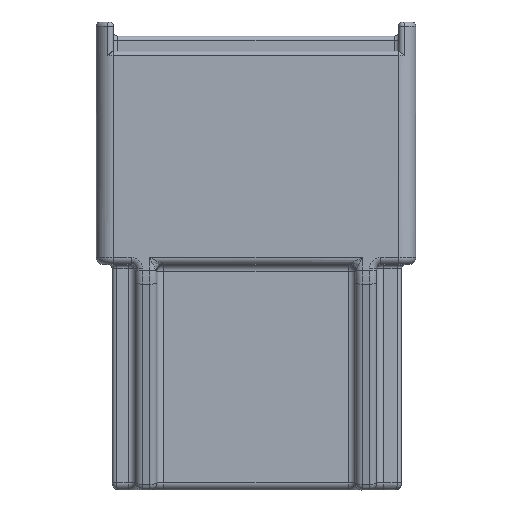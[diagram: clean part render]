
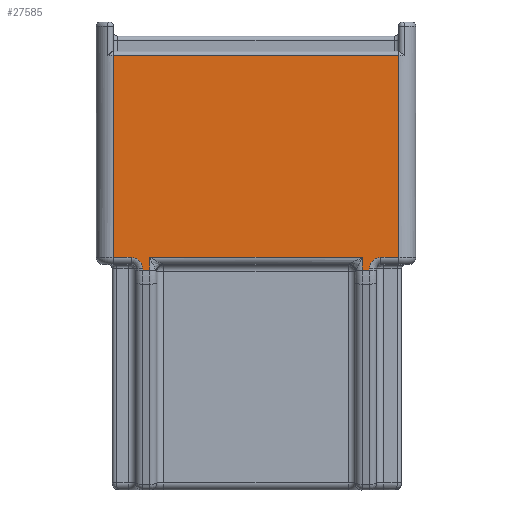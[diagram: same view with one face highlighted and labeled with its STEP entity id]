
A CAD part, front view. The second image highlights one B-rep face of the part: STEP entity #27585.
In plain terms, the highlighted planar face has unit normal (0, -1, 0).
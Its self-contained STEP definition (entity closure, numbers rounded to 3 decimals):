
#6068=DIRECTION('',(1.,0.,0.));
#6069=VECTOR('',#6068,1.262);
#6070=CARTESIAN_POINT('',(-2.425,-6.5,-1.1));
#6071=LINE('',#6070,#6069);
#6077=DIRECTION('',(1.,0.,0.));
#6078=VECTOR('',#6077,1.262);
#6079=CARTESIAN_POINT('',(16.438,-6.5,-1.1));
#6080=LINE('',#6079,#6078);
#6098=CARTESIAN_POINT('',(0.138,-6.5,-1.1));
#6100=DIRECTION('',(1.,0.,0.));
#6101=VECTOR('',#6100,15.);
#6102=CARTESIAN_POINT('',(0.138,-6.5,-1.1));
#6103=LINE('',#6102,#6101);
#6131=CARTESIAN_POINT('',(-1.163,-6.5,-1.9));
#6132=DIRECTION('',(0.,1.,0.));
#6133=DIRECTION('',(0.,0.,1.));
#6134=AXIS2_PLACEMENT_3D('',#6131,#6132,#6133);
#6141=DIRECTION('',(0.,0.,1.));
#6142=VECTOR('',#6141,0.905);
#6143=CARTESIAN_POINT('',(0.138,-6.5,-2.005));
#6144=LINE('',#6143,#6142);
#6145=DIRECTION('',(1.,0.,0.));
#6146=VECTOR('',#6145,0.5);
#6147=CARTESIAN_POINT('',(-0.363,-6.5,-2.005));
#6148=LINE('',#6147,#6146);
#6149=DIRECTION('',(0.,0.,-1.));
#6150=VECTOR('',#6149,0.105);
#6151=CARTESIAN_POINT('',(-0.363,-6.5,-1.9));
#6152=LINE('',#6151,#6150);
#6153=DIRECTION('',(0.,0.,-1.));
#6154=VECTOR('',#6153,14.25);
#6155=CARTESIAN_POINT('',(-2.425,-6.5,13.15));
#6156=LINE('',#6155,#6154);
#6157=DIRECTION('',(-1.,0.,0.));
#6158=VECTOR('',#6157,20.125);
#6159=CARTESIAN_POINT('',(17.7,-6.5,13.15));
#6160=LINE('',#6159,#6158);
#6161=DIRECTION('',(0.,0.,-1.));
#6162=VECTOR('',#6161,14.25);
#6163=CARTESIAN_POINT('',(17.7,-6.5,13.15));
#6164=LINE('',#6163,#6162);
#6165=DIRECTION('',(0.,0.,1.));
#6166=VECTOR('',#6165,0.105);
#6167=CARTESIAN_POINT('',(15.638,-6.5,-2.005));
#6168=LINE('',#6167,#6166);
#6169=DIRECTION('',(1.,0.,0.));
#6170=VECTOR('',#6169,0.5);
#6171=CARTESIAN_POINT('',(15.138,-6.5,-2.005));
#6172=LINE('',#6171,#6170);
#6173=DIRECTION('',(0.,0.,-1.));
#6174=VECTOR('',#6173,0.905);
#6175=CARTESIAN_POINT('',(15.138,-6.5,-1.1));
#6176=LINE('',#6175,#6174);
#6372=CARTESIAN_POINT('',(15.138,-6.5,-1.1));
#6422=CARTESIAN_POINT('',(16.438,-6.5,-1.9));
#6423=DIRECTION('',(0.,1.,0.));
#6424=DIRECTION('',(-1.,0.,0.));
#6425=AXIS2_PLACEMENT_3D('',#6422,#6423,#6424);
#15444=CARTESIAN_POINT('',(-2.425,-6.5,-1.1));
#15445=VERTEX_POINT('',#15444);
#15451=CARTESIAN_POINT('',(17.7,-6.5,-1.1));
#15453=VERTEX_POINT('',#15451);
#15476=CARTESIAN_POINT('',(-0.363,-6.5,-2.005));
#15477=VERTEX_POINT('',#15476);
#15481=CARTESIAN_POINT('',(0.138,-6.5,-2.005));
#15483=VERTEX_POINT('',#15481);
#15502=CARTESIAN_POINT('',(15.138,-6.5,-2.005));
#15503=VERTEX_POINT('',#15502);
#15505=CARTESIAN_POINT('',(15.638,-6.5,-2.005));
#15507=VERTEX_POINT('',#15505);
#15769=CARTESIAN_POINT('',(-1.163,-6.5,-1.1));
#15770=VERTEX_POINT('',#15769);
#15771=CARTESIAN_POINT('',(-0.363,-6.5,-1.9));
#15772=VERTEX_POINT('',#15771);
#15773=CARTESIAN_POINT('',(15.638,-6.5,-1.9));
#15774=VERTEX_POINT('',#15773);
#15775=CARTESIAN_POINT('',(16.438,-6.5,-1.1));
#15776=VERTEX_POINT('',#15775);
#17150=VERTEX_POINT('',#6098);
#17172=VERTEX_POINT('',#6372);
#17221=CARTESIAN_POINT('',(17.7,-6.5,13.15));
#17222=CARTESIAN_POINT('',(-2.425,-6.5,13.15));
#17223=VERTEX_POINT('',#17221);
#17224=VERTEX_POINT('',#17222);
#27555=CARTESIAN_POINT('',(-3.625,-6.5,0.));
#27556=DIRECTION('',(0.,-1.,0.));
#27557=DIRECTION('',(1.,0.,0.));
#27558=AXIS2_PLACEMENT_3D('',#27555,#27556,#27557);
#27559=PLANE('',#27558);
#27561=ORIENTED_EDGE('',*,*,#27560,.F.);
#27563=ORIENTED_EDGE('',*,*,#27562,.F.);
#27565=ORIENTED_EDGE('',*,*,#27564,.F.);
#27566=ORIENTED_EDGE('',*,*,#27546,.F.);
#27567=ORIENTED_EDGE('',*,*,#27502,.F.);
#27568=ORIENTED_EDGE('',*,*,#26876,.F.);
#27570=ORIENTED_EDGE('',*,*,#27569,.F.);
#27572=ORIENTED_EDGE('',*,*,#27571,.T.);
#27573=ORIENTED_EDGE('',*,*,#27514,.F.);
#27575=ORIENTED_EDGE('',*,*,#27574,.F.);
#27577=ORIENTED_EDGE('',*,*,#27576,.F.);
#27579=ORIENTED_EDGE('',*,*,#27578,.F.);
#27581=ORIENTED_EDGE('',*,*,#27580,.F.);
#27582=ORIENTED_EDGE('',*,*,#27528,.F.);
#27583=EDGE_LOOP('',(#27561,#27563,#27565,#27566,#27567,#27568,#27570,#27572,
#27573,#27575,#27577,#27579,#27581,#27582));
#27584=FACE_OUTER_BOUND('',#27583,.F.);
#27585=ADVANCED_FACE('',(#27584),#27559,.T.);
#6135=CIRCLE('',#6134,0.8);
#6426=CIRCLE('',#6425,0.8);
#26876=EDGE_CURVE('',#17224,#15445,#6156,.T.);
#27502=EDGE_CURVE('',#15445,#15770,#6071,.T.);
#27514=EDGE_CURVE('',#15776,#15453,#6080,.T.);
#27528=EDGE_CURVE('',#17150,#17172,#6103,.T.);
#27546=EDGE_CURVE('',#15770,#15772,#6135,.T.);
#27560=EDGE_CURVE('',#15483,#17150,#6144,.T.);
#27562=EDGE_CURVE('',#15477,#15483,#6148,.T.);
#27564=EDGE_CURVE('',#15772,#15477,#6152,.T.);
#27569=EDGE_CURVE('',#17223,#17224,#6160,.T.);
#27571=EDGE_CURVE('',#17223,#15453,#6164,.T.);
#27574=EDGE_CURVE('',#15774,#15776,#6426,.T.);
#27576=EDGE_CURVE('',#15507,#15774,#6168,.T.);
#27578=EDGE_CURVE('',#15503,#15507,#6172,.T.);
#27580=EDGE_CURVE('',#17172,#15503,#6176,.T.);
